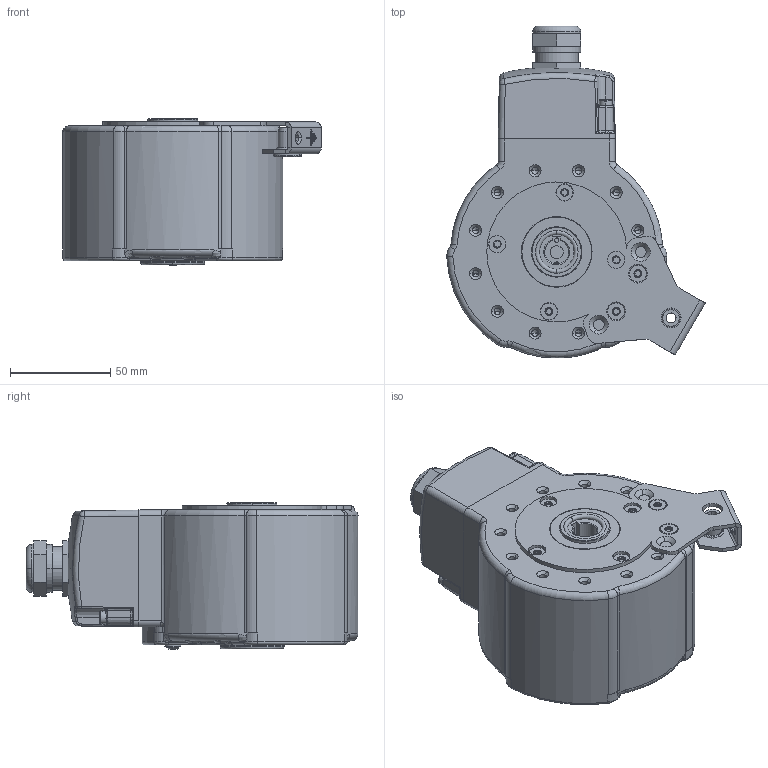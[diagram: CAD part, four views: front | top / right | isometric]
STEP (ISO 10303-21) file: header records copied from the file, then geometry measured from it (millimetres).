
FILE_DESCRIPTION((''),'2;1');
FILE_NAME('732288-011','2013-08-08T',('se2562'),(''),'PRO/ENGINEER BY PARAMETRIC TECHNOLOGY CORPORATION, 2011410','PRO/ENGINEER BY PARAMETRIC TECHNOLOGY CORPORATION, 2011410','');
FILE_SCHEMA(('CONFIG_CONTROL_DESIGN'));
Length unit declared in the file: millimetre
Products named in the file (1): 732288-011
Bounding box: 129.13 x 166 x 73.8 mm (x, y, z)
Volume: 329428.2 mm3; surface area: 148449.1 mm2
Topology: 20 solids, 40 shells, 1435 faces, 3465 edges, 2073 vertices
Faces by surface type: cylinder 574, plane 365, cone 183, torus 174, sphere 82, bspline 54, extrusion 2, revolution 1
Entity records: 52832 total; most frequent: CARTESIAN_POINT 19516, DIRECTION 7483, ORIENTED_EDGE 6654, EDGE_CURVE 3327, AXIS2_PLACEMENT_3D 3163, VERTEX_POINT 2073, CIRCLE 1785, EDGE_LOOP 1588
